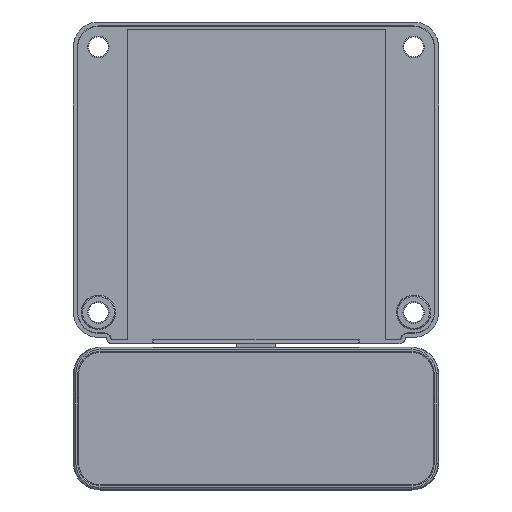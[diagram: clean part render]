
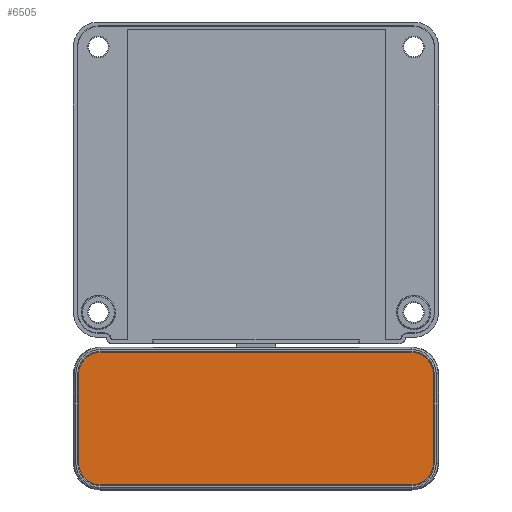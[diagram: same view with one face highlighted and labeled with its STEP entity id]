
A CAD part, top view. The second image highlights one B-rep face of the part: STEP entity #6505.
In plain terms, the highlighted planar face has unit normal (0, 0, 1).
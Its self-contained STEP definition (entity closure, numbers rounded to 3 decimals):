
#6286=CARTESIAN_POINT('',(-47.,13.5,0.9));
#6287=DIRECTION('',(0.,0.,-1.));
#6288=DIRECTION('',(-1.,0.,0.));
#6289=AXIS2_PLACEMENT_3D('',#6286,#6287,#6288);
#6291=DIRECTION('',(1.,0.,0.));
#6292=VECTOR('',#6291,94.);
#6293=CARTESIAN_POINT('',(-47.,19.9,0.9));
#6294=LINE('',#6293,#6292);
#6295=CARTESIAN_POINT('',(47.,13.5,0.9));
#6296=DIRECTION('',(0.,0.,-1.));
#6297=DIRECTION('',(0.,1.,0.));
#6298=AXIS2_PLACEMENT_3D('',#6295,#6296,#6297);
#6300=DIRECTION('',(0.,-1.,0.));
#6301=VECTOR('',#6300,27.);
#6302=CARTESIAN_POINT('',(53.4,13.5,0.9));
#6303=LINE('',#6302,#6301);
#6304=CARTESIAN_POINT('',(47.,-13.5,0.9));
#6305=DIRECTION('',(0.,0.,-1.));
#6306=DIRECTION('',(1.,0.,0.));
#6307=AXIS2_PLACEMENT_3D('',#6304,#6305,#6306);
#6309=DIRECTION('',(-1.,0.,0.));
#6310=VECTOR('',#6309,94.);
#6311=CARTESIAN_POINT('',(47.,-19.9,0.9));
#6312=LINE('',#6311,#6310);
#6313=CARTESIAN_POINT('',(-47.,-13.5,0.9));
#6314=DIRECTION('',(0.,0.,-1.));
#6315=DIRECTION('',(0.,-1.,0.));
#6316=AXIS2_PLACEMENT_3D('',#6313,#6314,#6315);
#6318=DIRECTION('',(0.,1.,0.));
#6319=VECTOR('',#6318,27.);
#6320=CARTESIAN_POINT('',(-53.4,-13.5,0.9));
#6321=LINE('',#6320,#6319);
#6338=CARTESIAN_POINT('',(-47.,19.9,0.9));
#6339=VERTEX_POINT('',#6338);
#6340=CARTESIAN_POINT('',(-53.4,13.5,0.9));
#6341=VERTEX_POINT('',#6340);
#6342=CARTESIAN_POINT('',(47.,19.9,0.9));
#6343=VERTEX_POINT('',#6342);
#6344=CARTESIAN_POINT('',(53.4,13.5,0.9));
#6345=VERTEX_POINT('',#6344);
#6346=CARTESIAN_POINT('',(53.4,-13.5,0.9));
#6347=VERTEX_POINT('',#6346);
#6348=CARTESIAN_POINT('',(47.,-19.9,0.9));
#6349=VERTEX_POINT('',#6348);
#6350=CARTESIAN_POINT('',(-47.,-19.9,0.9));
#6351=VERTEX_POINT('',#6350);
#6352=CARTESIAN_POINT('',(-53.4,-13.5,0.9));
#6353=VERTEX_POINT('',#6352);
#6490=CARTESIAN_POINT('',(0.,0.,0.9));
#6491=DIRECTION('',(0.,0.,1.));
#6492=DIRECTION('',(1.,0.,0.));
#6493=AXIS2_PLACEMENT_3D('',#6490,#6491,#6492);
#6494=PLANE('',#6493);
#6495=ORIENTED_EDGE('',*,*,#6386,.T.);
#6496=ORIENTED_EDGE('',*,*,#6401,.T.);
#6497=ORIENTED_EDGE('',*,*,#6415,.T.);
#6498=ORIENTED_EDGE('',*,*,#6429,.T.);
#6499=ORIENTED_EDGE('',*,*,#6443,.T.);
#6500=ORIENTED_EDGE('',*,*,#6457,.T.);
#6501=ORIENTED_EDGE('',*,*,#6471,.T.);
#6502=ORIENTED_EDGE('',*,*,#6484,.T.);
#6503=EDGE_LOOP('',(#6495,#6496,#6497,#6498,#6499,#6500,#6501,#6502));
#6504=FACE_OUTER_BOUND('',#6503,.F.);
#6505=ADVANCED_FACE('',(#6504),#6494,.T.);
#6290=CIRCLE('',#6289,6.4);
#6299=CIRCLE('',#6298,6.4);
#6308=CIRCLE('',#6307,6.4);
#6317=CIRCLE('',#6316,6.4);
#6386=EDGE_CURVE('',#6341,#6339,#6290,.T.);
#6401=EDGE_CURVE('',#6339,#6343,#6294,.T.);
#6415=EDGE_CURVE('',#6343,#6345,#6299,.T.);
#6429=EDGE_CURVE('',#6345,#6347,#6303,.T.);
#6443=EDGE_CURVE('',#6347,#6349,#6308,.T.);
#6457=EDGE_CURVE('',#6349,#6351,#6312,.T.);
#6471=EDGE_CURVE('',#6351,#6353,#6317,.T.);
#6484=EDGE_CURVE('',#6353,#6341,#6321,.T.);
